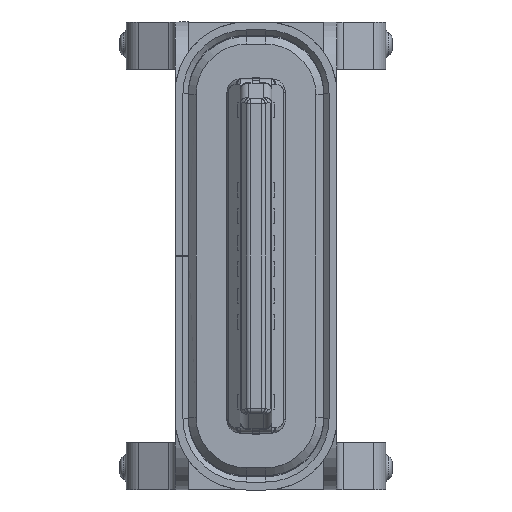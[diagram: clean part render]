
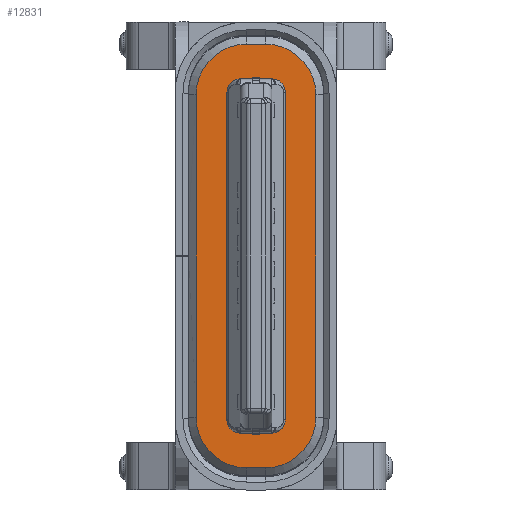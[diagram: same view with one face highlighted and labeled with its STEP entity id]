
A CAD part, front view. The second image highlights one B-rep face of the part: STEP entity #12831.
In plain terms, the highlighted planar face has unit normal (0, -1, 0).
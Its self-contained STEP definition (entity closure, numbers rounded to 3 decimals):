
#1790=DIRECTION('',(-1.,0.,0.));
#1791=VECTOR('',#1790,0.36);
#1792=CARTESIAN_POINT('',(0.18,-1.115,
-4.));
#1793=LINE('',#1792,#1791);
#1794=CARTESIAN_POINT('',(-0.18,-1.115,
-3.05));
#1795=DIRECTION('',(0.,1.,0.));
#1796=DIRECTION('',(0.,0.,-1.));
#1797=AXIS2_PLACEMENT_3D('',#1794,#1795,#1796);
#1799=DIRECTION('',(0.,0.,1.));
#1800=VECTOR('',#1799,6.1);
#1801=CARTESIAN_POINT('',(-1.13,-1.115,
-3.05));
#1802=LINE('',#1801,#1800);
#1803=CARTESIAN_POINT('',(-0.18,-1.115,
3.05));
#1804=DIRECTION('',(0.,1.,0.));
#1805=DIRECTION('',(-1.,0.,0.));
#1806=AXIS2_PLACEMENT_3D('',#1803,#1804,#1805);
#1808=DIRECTION('',(1.,0.,0.));
#1809=VECTOR('',#1808,0.36);
#1810=CARTESIAN_POINT('',(-0.18,-1.115,
4.));
#1811=LINE('',#1810,#1809);
#1812=CARTESIAN_POINT('',(0.18,-1.115,
3.05));
#1813=DIRECTION('',(0.,1.,0.));
#1814=DIRECTION('',(0.,0.,1.));
#1815=AXIS2_PLACEMENT_3D('',#1812,#1813,#1814);
#1817=DIRECTION('',(0.,0.,-1.));
#1818=VECTOR('',#1817,6.1);
#1819=CARTESIAN_POINT('',(1.13,-1.115,3.05));
#1820=LINE('',#1819,#1818);
#1821=CARTESIAN_POINT('',(0.18,-1.115,
-3.05));
#1822=DIRECTION('',(0.,1.,0.));
#1823=DIRECTION('',(1.,0.,0.));
#1824=AXIS2_PLACEMENT_3D('',#1821,#1822,#1823);
#1826=DIRECTION('',(0.,0.,1.));
#1827=VECTOR('',#1826,6.19);
#1828=CARTESIAN_POINT('',(0.551,-1.115,
-3.095));
#1829=LINE('',#1828,#1827);
#1830=CARTESIAN_POINT('',(0.301,-1.115,
3.095));
#1831=DIRECTION('',(0.,-1.,0.));
#1832=DIRECTION('',(1.,0.,0.));
#1833=AXIS2_PLACEMENT_3D('',#1830,#1831,#1832);
#1835=CARTESIAN_POINT('',(-0.299,-1.115,
3.095));
#1836=DIRECTION('',(0.,-1.,0.));
#1837=DIRECTION('',(0.,0.,1.));
#1838=AXIS2_PLACEMENT_3D('',#1835,#1836,#1837);
#1840=CARTESIAN_POINT('',(-0.299,-1.115,
-3.095));
#1841=DIRECTION('',(0.,-1.,0.));
#1842=DIRECTION('',(-1.,0.,0.));
#1843=AXIS2_PLACEMENT_3D('',#1840,#1841,#1842);
#1845=DIRECTION('',(1.,0.,0.));
#1846=VECTOR('',#1845,0.6);
#1847=CARTESIAN_POINT('',(-0.299,-1.115,
-3.345));
#1848=LINE('',#1847,#1846);
#1849=CARTESIAN_POINT('',(0.301,-1.115,
-3.095));
#1850=DIRECTION('',(0.,-1.,0.));
#1851=DIRECTION('',(0.,0.,-1.));
#1852=AXIS2_PLACEMENT_3D('',#1849,#1850,#1851);
#2788=DIRECTION('',(0.,0.,1.));
#2789=VECTOR('',#2788,6.19);
#2790=CARTESIAN_POINT('',(-0.549,-1.115,
-3.095));
#2791=LINE('',#2790,#2789);
#2800=DIRECTION('',(1.,0.,0.));
#2801=VECTOR('',#2800,0.6);
#2802=CARTESIAN_POINT('',(-0.299,-1.115,
3.345));
#2803=LINE('',#2802,#2801);
#9464=CARTESIAN_POINT('',(-1.13,-1.115,
3.05));
#9465=VERTEX_POINT('',#9464);
#9466=CARTESIAN_POINT('',(-1.13,-1.115,
-3.05));
#9467=VERTEX_POINT('',#9466);
#9471=CARTESIAN_POINT('',(-0.18,-1.115,
4.));
#9472=VERTEX_POINT('',#9471);
#9493=CARTESIAN_POINT('',(0.18,-1.115,
-4.));
#9494=VERTEX_POINT('',#9493);
#9495=CARTESIAN_POINT('',(1.13,-1.115,
-3.05));
#9496=VERTEX_POINT('',#9495);
#9497=CARTESIAN_POINT('',(-0.18,-1.115,
-4.));
#9498=VERTEX_POINT('',#9497);
#9499=CARTESIAN_POINT('',(0.18,-1.115,
4.));
#9500=VERTEX_POINT('',#9499);
#9501=CARTESIAN_POINT('',(1.13,-1.115,3.05));
#9502=VERTEX_POINT('',#9501);
#9503=CARTESIAN_POINT('',(0.551,-1.115,
-3.095));
#9504=CARTESIAN_POINT('',(0.551,-1.115,
3.095));
#9505=VERTEX_POINT('',#9503);
#9506=VERTEX_POINT('',#9504);
#9507=CARTESIAN_POINT('',(0.301,-1.115,
3.345));
#9508=VERTEX_POINT('',#9507);
#9509=CARTESIAN_POINT('',(-0.299,-1.115,
3.345));
#9510=VERTEX_POINT('',#9509);
#9511=CARTESIAN_POINT('',(-0.549,-1.115,
3.095));
#9512=VERTEX_POINT('',#9511);
#9513=CARTESIAN_POINT('',(-0.549,-1.115,
-3.095));
#9514=VERTEX_POINT('',#9513);
#9515=CARTESIAN_POINT('',(-0.299,-1.115,
-3.345));
#9516=VERTEX_POINT('',#9515);
#9517=CARTESIAN_POINT('',(0.301,-1.115,
-3.345));
#9518=VERTEX_POINT('',#9517);
#12794=CARTESIAN_POINT('',(-0.549,-1.115,
4.5));
#12795=DIRECTION('',(0.,-1.,0.));
#12796=DIRECTION('',(-1.,0.,0.));
#12797=AXIS2_PLACEMENT_3D('',#12794,#12795,#12796);
#12798=PLANE('',#12797);
#12799=ORIENTED_EDGE('',*,*,#12785,.T.);
#12801=ORIENTED_EDGE('',*,*,#12800,.T.);
#12802=ORIENTED_EDGE('',*,*,#12516,.T.);
#12803=ORIENTED_EDGE('',*,*,#12541,.T.);
#12805=ORIENTED_EDGE('',*,*,#12804,.T.);
#12807=ORIENTED_EDGE('',*,*,#12806,.T.);
#12809=ORIENTED_EDGE('',*,*,#12808,.T.);
#12810=ORIENTED_EDGE('',*,*,#12773,.T.);
#12811=EDGE_LOOP('',(#12799,#12801,#12802,#12803,#12805,#12807,#12809,#12810));
#12812=FACE_OUTER_BOUND('',#12811,.F.);
#12814=ORIENTED_EDGE('',*,*,#12813,.T.);
#12816=ORIENTED_EDGE('',*,*,#12815,.T.);
#12818=ORIENTED_EDGE('',*,*,#12817,.F.);
#12820=ORIENTED_EDGE('',*,*,#12819,.T.);
#12822=ORIENTED_EDGE('',*,*,#12821,.F.);
#12824=ORIENTED_EDGE('',*,*,#12823,.T.);
#12826=ORIENTED_EDGE('',*,*,#12825,.T.);
#12828=ORIENTED_EDGE('',*,*,#12827,.T.);
#12829=EDGE_LOOP('',(#12814,#12816,#12818,#12820,#12822,#12824,#12826,#12828));
#12830=FACE_BOUND('',#12829,.F.);
#1798=CIRCLE('',#1797,0.95);
#1807=CIRCLE('',#1806,0.95);
#1816=CIRCLE('',#1815,0.95);
#1825=CIRCLE('',#1824,0.95);
#1834=CIRCLE('',#1833,0.25);
#1839=CIRCLE('',#1838,0.25);
#1844=CIRCLE('',#1843,0.25);
#1853=CIRCLE('',#1852,0.25);
#12516=EDGE_CURVE('',#9467,#9465,#1802,.T.);
#12541=EDGE_CURVE('',#9465,#9472,#1807,.T.);
#12773=EDGE_CURVE('',#9496,#9494,#1825,.T.);
#12785=EDGE_CURVE('',#9494,#9498,#1793,.T.);
#12800=EDGE_CURVE('',#9498,#9467,#1798,.T.);
#12804=EDGE_CURVE('',#9472,#9500,#1811,.T.);
#12806=EDGE_CURVE('',#9500,#9502,#1816,.T.);
#12808=EDGE_CURVE('',#9502,#9496,#1820,.T.);
#12813=EDGE_CURVE('',#9505,#9506,#1829,.T.);
#12815=EDGE_CURVE('',#9506,#9508,#1834,.T.);
#12817=EDGE_CURVE('',#9510,#9508,#2803,.T.);
#12819=EDGE_CURVE('',#9510,#9512,#1839,.T.);
#12821=EDGE_CURVE('',#9514,#9512,#2791,.T.);
#12823=EDGE_CURVE('',#9514,#9516,#1844,.T.);
#12825=EDGE_CURVE('',#9516,#9518,#1848,.T.);
#12827=EDGE_CURVE('',#9518,#9505,#1853,.T.);
#12831=ADVANCED_FACE('',(#12812,#12830),#12798,.T.);
